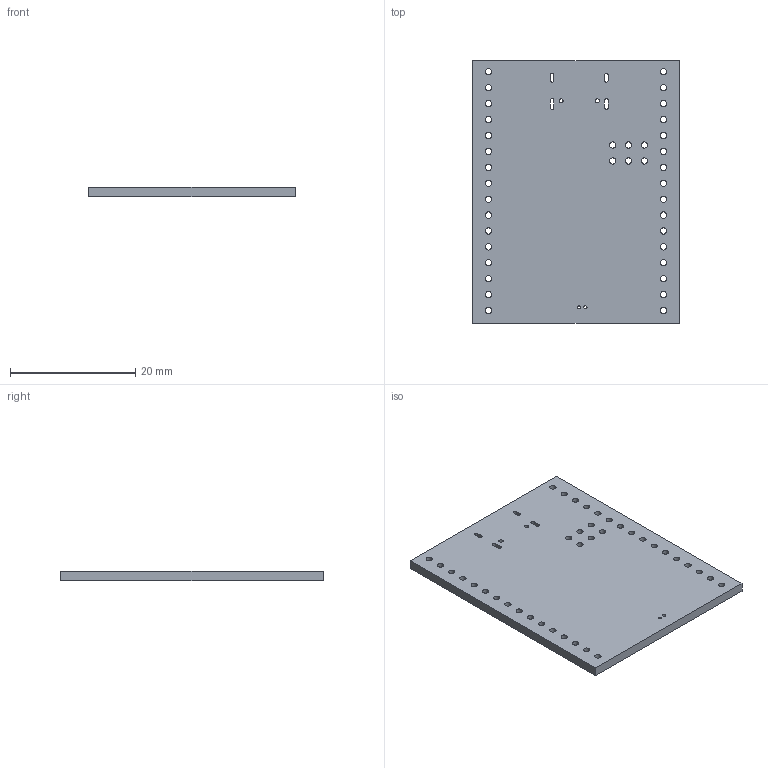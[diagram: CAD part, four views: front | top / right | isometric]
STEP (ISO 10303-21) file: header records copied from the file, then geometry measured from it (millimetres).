
FILE_DESCRIPTION(('KiCad electronic assembly'),'2;1');
FILE_NAME('PyBoard.step','2025-09-01T09:44:47',('Pcbnew'),('Kicad'), 'Open CASCADE STEP processor 7.9','KiCad to STEP converter','Unknown' );
FILE_SCHEMA(('AUTOMOTIVE_DESIGN { 1 0 10303 214 1 1 1 1 }'));
Length unit declared in the file: millimetre
Products named in the file (2): PyBoard 1; PyBoard_PCB
Assembly tree (1 placements, depth 2):
  PyBoard 1
    PyBoard_PCB
Bounding box: 33.02 x 41.91 x 1.51 mm (x, y, z)
Volume: 2037.8 mm3; surface area: 3139.4 mm2
Topology: 1 solids, 1 shells, 64 faces, 186 edges, 124 vertices
Faces by surface type: cylinder 50, plane 14
Full cylindrical faces by diameter (mm): 0.5 x2, 0.65 x2, 1 x38
Entity records: 2391 total; most frequent: DIRECTION 418, CARTESIAN_POINT 376, ORIENTED_EDGE 372, EDGE_CURVE 186, AXIS2_PLACEMENT_3D 166, FACE_BOUND 156, EDGE_LOOP 156, VERTEX_POINT 124
